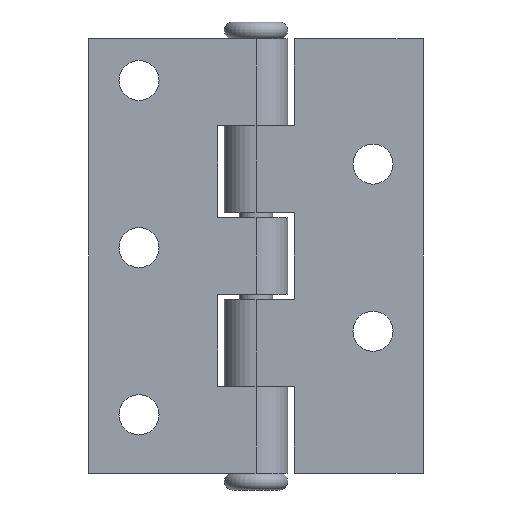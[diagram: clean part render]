
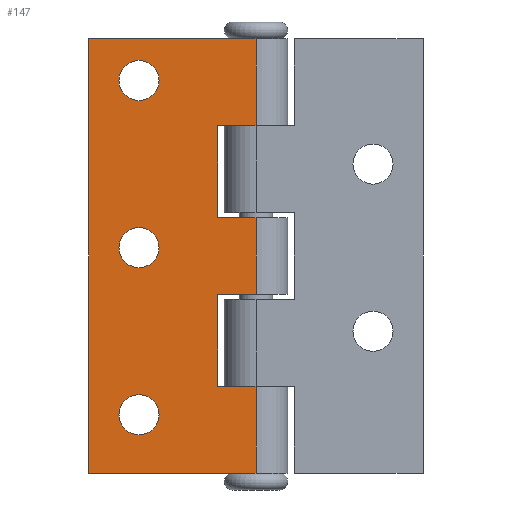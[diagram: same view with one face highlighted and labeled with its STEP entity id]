
A CAD part, front view. The second image highlights one B-rep face of the part: STEP entity #147.
In plain terms, the highlighted planar face has unit normal (0, -1, 0).
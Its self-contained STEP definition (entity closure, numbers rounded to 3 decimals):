
#12 = EDGE_CURVE ( 'NONE', #28, #29, #851, .T. ) ;
#16 = EDGE_CURVE ( 'NONE', #19, #103, #837, .T. ) ;
#19 = VERTEX_POINT ( 'NONE', #827 ) ;
#28 = VERTEX_POINT ( 'NONE', #870 ) ;
#29 = VERTEX_POINT ( 'NONE', #869 ) ;
#44 = VERTEX_POINT ( 'NONE', #909 ) ;
#46 = EDGE_CURVE ( 'NONE', #223, #280, #908, .T. ) ;
#50 = ORIENTED_EDGE ( 'NONE', *, *, #269, .F. ) ;
#51 = ORIENTED_EDGE ( 'NONE', *, *, #56, .T. ) ;
#52 = ORIENTED_EDGE ( 'NONE', *, *, #151, .T. ) ;
#53 = VERTEX_POINT ( 'NONE', #898 ) ;
#54 = ORIENTED_EDGE ( 'NONE', *, *, #55, .T. ) ;
#55 = EDGE_CURVE ( 'NONE', #53, #29, #897, .T. ) ;
#56 = EDGE_CURVE ( 'NONE', #28, #75, #893, .T. ) ;
#57 = ORIENTED_EDGE ( 'NONE', *, *, #46, .F. ) ;
#58 = ORIENTED_EDGE ( 'NONE', *, *, #12, .F. ) ;
#59 = EDGE_CURVE ( 'NONE', #60, #53, #889, .T. ) ;
#60 = VERTEX_POINT ( 'NONE', #885 ) ;
#61 = ORIENTED_EDGE ( 'NONE', *, *, #104, .T. ) ;
#62 = ORIENTED_EDGE ( 'NONE', *, *, #59, .T. ) ;
#63 = ORIENTED_EDGE ( 'NONE', *, *, #64, .T. ) ;
#64 = EDGE_CURVE ( 'NONE', #19, #60, #950, .T. ) ;
#65 = ORIENTED_EDGE ( 'NONE', *, *, #16, .F. ) ;
#66 = EDGE_CURVE ( 'NONE', #72, #272, #946, .T. ) ;
#72 = VERTEX_POINT ( 'NONE', #933 ) ;
#75 = VERTEX_POINT ( 'NONE', #926 ) ;
#79 = ORIENTED_EDGE ( 'NONE', *, *, #66, .T. ) ;
#83 = EDGE_CURVE ( 'NONE', #75, #72, #979, .T. ) ;
#84 = ORIENTED_EDGE ( 'NONE', *, *, #83, .T. ) ;
#85 = EDGE_LOOP ( 'NONE', ( #84, #79, #50, #57, #52, #61, #65, #63, #62, #54, #58, #51 ) ) ;
#86 = EDGE_CURVE ( 'NONE', #313, #323, #975, .T. ) ;
#87 = ORIENTED_EDGE ( 'NONE', *, *, #320, .T. ) ;
#88 = EDGE_LOOP ( 'NONE', ( #89, #87 ) ) ;
#89 = ORIENTED_EDGE ( 'NONE', *, *, #86, .T. ) ;
#90 = ORIENTED_EDGE ( 'NONE', *, *, #342, .T. ) ;
#91 = EDGE_CURVE ( 'NONE', #344, #343, #970, .T. ) ;
#92 = ORIENTED_EDGE ( 'NONE', *, *, #91, .T. ) ;
#103 = VERTEX_POINT ( 'NONE', #1014 ) ;
#104 = EDGE_CURVE ( 'NONE', #44, #103, #1013, .T. ) ;
#141 = ORIENTED_EDGE ( 'NONE', *, *, #331, .T. ) ;
#142 = EDGE_LOOP ( 'NONE', ( #92, #90 ) ) ;
#143 = EDGE_CURVE ( 'NONE', #337, #325, #1026, .T. ) ;
#144 = ORIENTED_EDGE ( 'NONE', *, *, #143, .T. ) ;
#146 = EDGE_LOOP ( 'NONE', ( #144, #141 ) ) ;
#147 = ADVANCED_FACE ( 'NONE', ( #1021, #1020, #1019, #1018 ), #1017, .F. ) ;
#151 = EDGE_CURVE ( 'NONE', #223, #44, #1076, .T. ) ;
#223 = VERTEX_POINT ( 'NONE', #1198 ) ;
#269 = EDGE_CURVE ( 'NONE', #280, #272, #1307, .T. ) ;
#272 = VERTEX_POINT ( 'NONE', #1299 ) ;
#280 = VERTEX_POINT ( 'NONE', #1286 ) ;
#313 = VERTEX_POINT ( 'NONE', #1400 ) ;
#320 = EDGE_CURVE ( 'NONE', #323, #313, #1393, .T. ) ;
#323 = VERTEX_POINT ( 'NONE', #1387 ) ;
#325 = VERTEX_POINT ( 'NONE', #1380 ) ;
#331 = EDGE_CURVE ( 'NONE', #325, #337, #1434, .T. ) ;
#337 = VERTEX_POINT ( 'NONE', #1423 ) ;
#342 = EDGE_CURVE ( 'NONE', #343, #344, #1416, .T. ) ;
#343 = VERTEX_POINT ( 'NONE', #1407 ) ;
#344 = VERTEX_POINT ( 'NONE', #1406 ) ;
#827 = CARTESIAN_POINT ( 'NONE',  ( 0., -9.5, -39. ) ) ;
#834 = DIRECTION ( 'NONE',  ( 0., 0., -1. ) ) ;
#835 = VECTOR ( 'NONE', #834, 1000. ) ;
#836 = CARTESIAN_POINT ( 'NONE',  ( 0., -9.5, 65. ) ) ;
#837 = LINE ( 'NONE', #836, #835 ) ;
#843 = DIRECTION ( 'NONE',  ( 0., 0., -1. ) ) ;
#844 = VECTOR ( 'NONE', #843, 1000. ) ;
#845 = CARTESIAN_POINT ( 'NONE',  ( 0., -9.5, 65. ) ) ;
#851 = LINE ( 'NONE', #845, #844 ) ;
#869 = CARTESIAN_POINT ( 'NONE',  ( 0., -9.5, -11.5 ) ) ;
#870 = CARTESIAN_POINT ( 'NONE',  ( 0., -9.5, 11.5 ) ) ;
#885 = CARTESIAN_POINT ( 'NONE',  ( -11.5, -9.5, -39. ) ) ;
#886 = DIRECTION ( 'NONE',  ( 0., 0., 1. ) ) ;
#887 = VECTOR ( 'NONE', #886, 1000. ) ;
#888 = CARTESIAN_POINT ( 'NONE',  ( -11.5, -9.5, 65. ) ) ;
#889 = LINE ( 'NONE', #888, #887 ) ;
#890 = DIRECTION ( 'NONE',  ( -1., 0., 0. ) ) ;
#891 = VECTOR ( 'NONE', #890, 1000. ) ;
#892 = CARTESIAN_POINT ( 'NONE',  ( 0., -9.5, 11.5 ) ) ;
#893 = LINE ( 'NONE', #892, #891 ) ;
#894 = DIRECTION ( 'NONE',  ( 1., 0., 0. ) ) ;
#895 = VECTOR ( 'NONE', #894, 1000. ) ;
#896 = CARTESIAN_POINT ( 'NONE',  ( 0., -9.5, -11.5 ) ) ;
#897 = LINE ( 'NONE', #896, #895 ) ;
#898 = CARTESIAN_POINT ( 'NONE',  ( -11.5, -9.5, -11.5 ) ) ;
#905 = DIRECTION ( 'NONE',  ( 1., 0., 0. ) ) ;
#906 = VECTOR ( 'NONE', #905, 1000. ) ;
#907 = CARTESIAN_POINT ( 'NONE',  ( 0., -9.5, 65. ) ) ;
#908 = LINE ( 'NONE', #907, #906 ) ;
#909 = CARTESIAN_POINT ( 'NONE',  ( -50., -9.5, -65. ) ) ;
#926 = CARTESIAN_POINT ( 'NONE',  ( -11.5, -9.5, 11.5 ) ) ;
#933 = CARTESIAN_POINT ( 'NONE',  ( -11.5, -9.5, 39. ) ) ;
#943 = DIRECTION ( 'NONE',  ( 1., 0., 0. ) ) ;
#944 = VECTOR ( 'NONE', #943, 1000. ) ;
#945 = CARTESIAN_POINT ( 'NONE',  ( 0., -9.5, 39. ) ) ;
#946 = LINE ( 'NONE', #945, #944 ) ;
#947 = DIRECTION ( 'NONE',  ( -1., 0., 0. ) ) ;
#948 = VECTOR ( 'NONE', #947, 1000. ) ;
#949 = CARTESIAN_POINT ( 'NONE',  ( 0., -9.5, -39. ) ) ;
#950 = LINE ( 'NONE', #949, #948 ) ;
#966 = DIRECTION ( 'NONE',  ( -1., 0., 0. ) ) ;
#967 = DIRECTION ( 'NONE',  ( 0., 1., 0. ) ) ;
#968 = CARTESIAN_POINT ( 'NONE',  ( -35., -9.5, 2.5 ) ) ;
#969 = AXIS2_PLACEMENT_3D ( 'NONE', #968, #967, #966 ) ;
#970 = CIRCLE ( 'NONE', #969, 6. ) ;
#971 = DIRECTION ( 'NONE',  ( -1., 0., 0. ) ) ;
#972 = DIRECTION ( 'NONE',  ( 0., 1., 0. ) ) ;
#973 = CARTESIAN_POINT ( 'NONE',  ( -35., -9.5, -47.5 ) ) ;
#974 = AXIS2_PLACEMENT_3D ( 'NONE', #973, #972, #971 ) ;
#975 = CIRCLE ( 'NONE', #974, 6. ) ;
#976 = DIRECTION ( 'NONE',  ( 0., 0., 1. ) ) ;
#977 = VECTOR ( 'NONE', #976, 1000. ) ;
#978 = CARTESIAN_POINT ( 'NONE',  ( -11.5, -9.5, 65. ) ) ;
#979 = LINE ( 'NONE', #978, #977 ) ;
#1010 = DIRECTION ( 'NONE',  ( 1., 0., 0. ) ) ;
#1011 = VECTOR ( 'NONE', #1010, 1000. ) ;
#1012 = CARTESIAN_POINT ( 'NONE',  ( 0., -9.5, -65. ) ) ;
#1013 = LINE ( 'NONE', #1012, #1011 ) ;
#1014 = CARTESIAN_POINT ( 'NONE',  ( 0., -9.5, -65. ) ) ;
#1017 = PLANE ( 'NONE',  #1080 ) ;
#1018 = FACE_OUTER_BOUND ( 'NONE', #85, .T. ) ;
#1019 = FACE_BOUND ( 'NONE', #88, .T. ) ;
#1020 = FACE_BOUND ( 'NONE', #142, .T. ) ;
#1021 = FACE_BOUND ( 'NONE', #146, .T. ) ;
#1022 = DIRECTION ( 'NONE',  ( -1., 0., 0. ) ) ;
#1023 = DIRECTION ( 'NONE',  ( 0., 1., 0. ) ) ;
#1024 = CARTESIAN_POINT ( 'NONE',  ( -35., -9.5, 52.5 ) ) ;
#1025 = AXIS2_PLACEMENT_3D ( 'NONE', #1024, #1023, #1022 ) ;
#1026 = CIRCLE ( 'NONE', #1025, 6. ) ;
#1073 = DIRECTION ( 'NONE',  ( 0., 0., -1. ) ) ;
#1074 = VECTOR ( 'NONE', #1073, 1000. ) ;
#1075 = CARTESIAN_POINT ( 'NONE',  ( -50., -9.5, 65. ) ) ;
#1076 = LINE ( 'NONE', #1075, #1074 ) ;
#1077 = DIRECTION ( 'NONE',  ( -1., 0., 0. ) ) ;
#1078 = DIRECTION ( 'NONE',  ( 0., 1., 0. ) ) ;
#1079 = CARTESIAN_POINT ( 'NONE',  ( 0., -9.5, 65. ) ) ;
#1080 = AXIS2_PLACEMENT_3D ( 'NONE', #1079, #1078, #1077 ) ;
#1198 = CARTESIAN_POINT ( 'NONE',  ( -50., -9.5, 65. ) ) ;
#1286 = CARTESIAN_POINT ( 'NONE',  ( 0., -9.5, 65. ) ) ;
#1299 = CARTESIAN_POINT ( 'NONE',  ( 0., -9.5, 39. ) ) ;
#1300 = DIRECTION ( 'NONE',  ( 0., 0., -1. ) ) ;
#1301 = VECTOR ( 'NONE', #1300, 1000. ) ;
#1302 = CARTESIAN_POINT ( 'NONE',  ( 0., -9.5, 65. ) ) ;
#1307 = LINE ( 'NONE', #1302, #1301 ) ;
#1380 = CARTESIAN_POINT ( 'NONE',  ( -29., -9.5, 52.5 ) ) ;
#1387 = CARTESIAN_POINT ( 'NONE',  ( -29., -9.5, -47.5 ) ) ;
#1389 = DIRECTION ( 'NONE',  ( -1., 0., 0. ) ) ;
#1390 = DIRECTION ( 'NONE',  ( 0., 1., 0. ) ) ;
#1391 = CARTESIAN_POINT ( 'NONE',  ( -35., -9.5, -47.5 ) ) ;
#1392 = AXIS2_PLACEMENT_3D ( 'NONE', #1391, #1390, #1389 ) ;
#1393 = CIRCLE ( 'NONE', #1392, 6. ) ;
#1400 = CARTESIAN_POINT ( 'NONE',  ( -41., -9.5, -47.5 ) ) ;
#1406 = CARTESIAN_POINT ( 'NONE',  ( -41., -9.5, 2.5 ) ) ;
#1407 = CARTESIAN_POINT ( 'NONE',  ( -29., -9.5, 2.5 ) ) ;
#1408 = DIRECTION ( 'NONE',  ( -1., 0., 0. ) ) ;
#1409 = DIRECTION ( 'NONE',  ( 0., 1., 0. ) ) ;
#1410 = CARTESIAN_POINT ( 'NONE',  ( -35., -9.5, 2.5 ) ) ;
#1411 = AXIS2_PLACEMENT_3D ( 'NONE', #1410, #1409, #1408 ) ;
#1416 = CIRCLE ( 'NONE', #1411, 6. ) ;
#1423 = CARTESIAN_POINT ( 'NONE',  ( -41., -9.5, 52.5 ) ) ;
#1430 = DIRECTION ( 'NONE',  ( -1., 0., 0. ) ) ;
#1431 = DIRECTION ( 'NONE',  ( 0., 1., 0. ) ) ;
#1432 = CARTESIAN_POINT ( 'NONE',  ( -35., -9.5, 52.5 ) ) ;
#1433 = AXIS2_PLACEMENT_3D ( 'NONE', #1432, #1431, #1430 ) ;
#1434 = CIRCLE ( 'NONE', #1433, 6. ) ;
